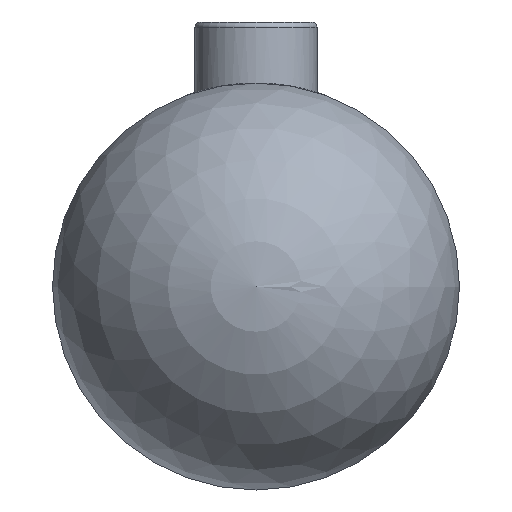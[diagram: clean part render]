
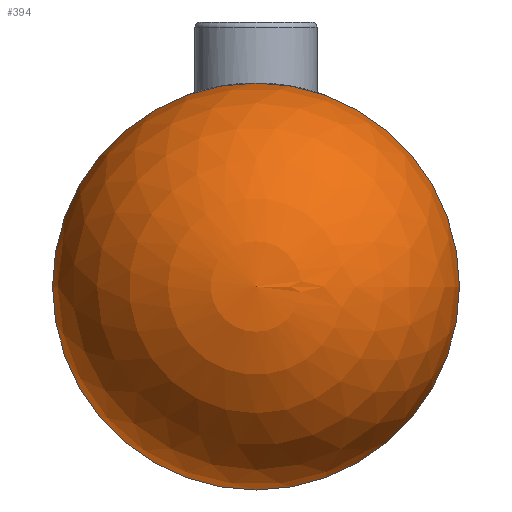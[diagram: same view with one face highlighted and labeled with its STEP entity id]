
A CAD part, front view. The second image highlights one B-rep face of the part: STEP entity #394.
In plain terms, the highlighted spherical face has radius 10 mm.
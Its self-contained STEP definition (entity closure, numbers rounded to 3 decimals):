
#30 = EDGE_LOOP ( 'NONE', ( #31, #89 ) ) ;
#31 = ORIENTED_EDGE ( 'NONE', *, *, #392, .F. ) ;
#54 = VERTEX_POINT ( 'NONE', #100 ) ;
#58 = VERTEX_POINT ( 'NONE', #107 ) ;
#80 = FACE_OUTER_BOUND ( 'NONE', #30, .T. ) ;
#89 = ORIENTED_EDGE ( 'NONE', *, *, #398, .F. ) ;
#100 = CARTESIAN_POINT ( 'NONE',  ( 0., 10., -10. ) ) ;
#107 = CARTESIAN_POINT ( 'NONE',  ( 0., 10., 10. ) ) ;
#115 = DIRECTION ( 'NONE',  ( 0., 1., 0. ) ) ;
#126 = CARTESIAN_POINT ( 'NONE',  ( 0., 10., 0. ) ) ;
#129 = DIRECTION ( 'NONE',  ( 0., 1., 0. ) ) ;
#134 = CARTESIAN_POINT ( 'NONE',  ( 0., 10., 0. ) ) ;
#135 = DIRECTION ( 'NONE',  ( 0., 0., -1. ) ) ;
#136 = DIRECTION ( 'NONE',  ( 1., 0., 0. ) ) ;
#138 = SPHERICAL_SURFACE ( 'NONE', #314, 10. ) ;
#143 = DIRECTION ( 'NONE',  ( 0., 0., -1. ) ) ;
#162 = DIRECTION ( 'NONE',  ( 0., 1., 0. ) ) ;
#180 = CARTESIAN_POINT ( 'NONE',  ( 0., 10., 0. ) ) ;
#308 = CIRCLE ( 'NONE', #322, 10. ) ;
#314 = AXIS2_PLACEMENT_3D ( 'NONE', #126, #129, #136 ) ;
#322 = AXIS2_PLACEMENT_3D ( 'NONE', #134, #115, #135 ) ;
#329 = CIRCLE ( 'NONE', #339, 10. ) ;
#339 = AXIS2_PLACEMENT_3D ( 'NONE', #180, #162, #143 ) ;
#392 = EDGE_CURVE ( 'NONE', #54, #58, #308, .T. ) ;
#394 = ADVANCED_FACE ( 'NONE', ( #80 ), #138, .T. ) ;
#398 = EDGE_CURVE ( 'NONE', #58, #54, #329, .T. ) ;
